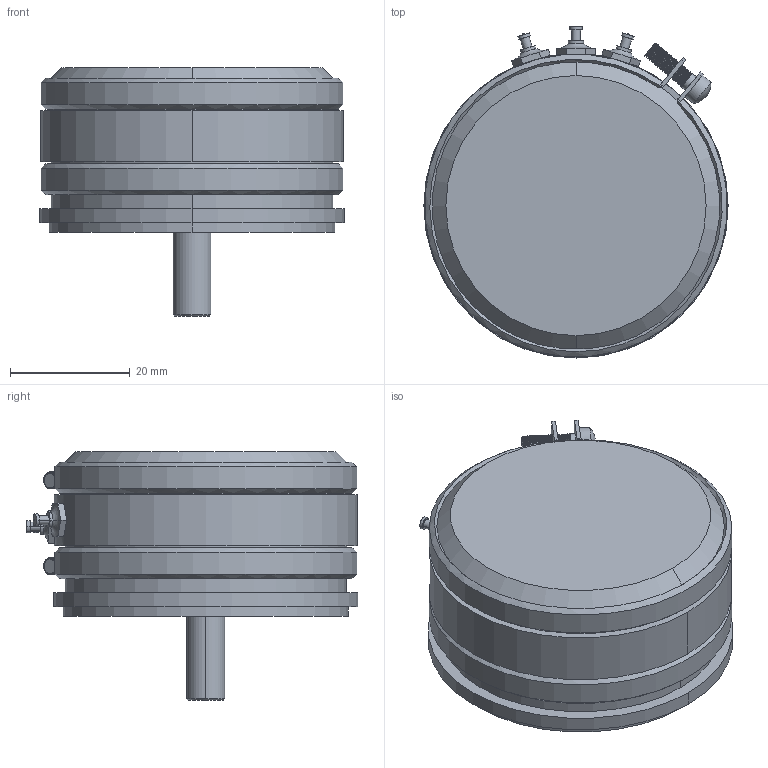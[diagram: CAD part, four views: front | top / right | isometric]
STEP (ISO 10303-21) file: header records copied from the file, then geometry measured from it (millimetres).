
FILE_DESCRIPTION((''),'2;1');
FILE_NAME('6673_SW0001','2013-10-17T',('bmozley'),(''),'PRO/ENGINEER BY PARAMETRIC TECHNOLOGY CORPORATION, 2013230','PRO/ENGINEER BY PARAMETRIC TECHNOLOGY CORPORATION, 2013230','');
FILE_SCHEMA(('CONFIG_CONTROL_DESIGN'));
Products named in the file (1): 6673_SW0001
Bounding box: 50.8 x 55.4 x 41.53 mm (x, y, z)
Volume: 52979.4 mm3; surface area: 14433.7 mm2
Topology: 3 solids, 4 shells, 414 faces, 1057 edges, 677 vertices
Faces by surface type: cylinder 225, plane 98, bspline 53, cone 28, torus 6, sphere 4
Entity records: 43074 total; most frequent: CARTESIAN_POINT 33746, ORIENTED_EDGE 2114, DIRECTION 1630, EDGE_CURVE 1057, VERTEX_POINT 677, AXIS2_PLACEMENT_3D 611, EDGE_LOOP 446, FACE_OUTER_BOUND 414
